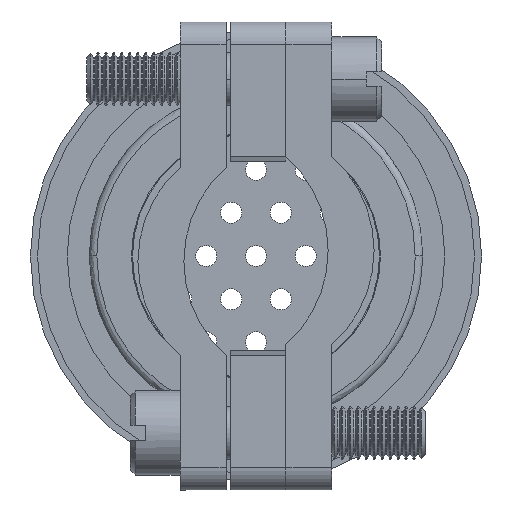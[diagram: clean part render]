
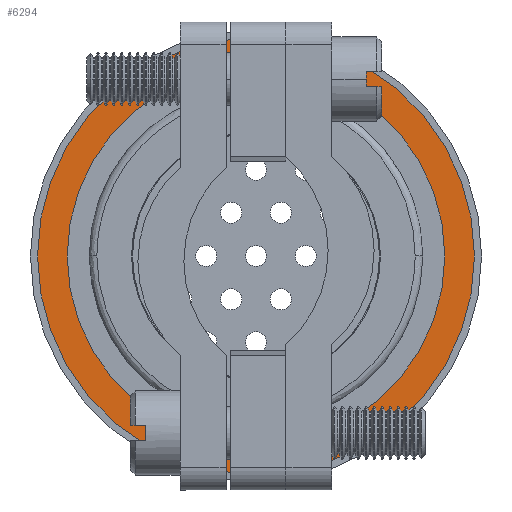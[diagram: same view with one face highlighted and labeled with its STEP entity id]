
A CAD part, front view. The second image highlights one B-rep face of the part: STEP entity #6294.
In plain terms, the highlighted planar face has unit normal (0, -1, 0).
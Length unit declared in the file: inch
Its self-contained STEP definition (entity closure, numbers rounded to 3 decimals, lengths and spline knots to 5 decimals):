
#264 = DIRECTION ( 'NONE',  ( 0., -1., 0. ) ) ;
#267 = CIRCLE ( 'NONE', #1722, 0.5705 ) ;
#424 = DIRECTION ( 'NONE',  ( 0., -1., 0. ) ) ;
#455 = DIRECTION ( 'NONE',  ( 0., 0., -1. ) ) ;
#787 = EDGE_LOOP ( 'NONE', ( #2521, #9951 ) ) ;
#1283 = CARTESIAN_POINT ( 'NONE',  ( 0., 0.737, 0. ) ) ;
#1525 = VERTEX_POINT ( 'NONE', #4926 ) ;
#1722 = AXIS2_PLACEMENT_3D ( 'NONE', #11086, #5022, #12107 ) ;
#2178 = AXIS2_PLACEMENT_3D ( 'NONE', #10399, #264, #7428 ) ;
#2304 = DIRECTION ( 'NONE',  ( 0., 0., -1. ) ) ;
#2521 = ORIENTED_EDGE ( 'NONE', *, *, #5785, .F. ) ;
#3022 = VERTEX_POINT ( 'NONE', #12967 ) ;
#3580 = VERTEX_POINT ( 'NONE', #5463 ) ;
#4334 = PLANE ( 'NONE',  #2178 ) ;
#4926 = CARTESIAN_POINT ( 'NONE',  ( 0., 0.737, -0.5705 ) ) ;
#5022 = DIRECTION ( 'NONE',  ( 0., -1., 0. ) ) ;
#5225 = AXIS2_PLACEMENT_3D ( 'NONE', #1283, #8395, #2304 ) ;
#5463 = CARTESIAN_POINT ( 'NONE',  ( 0., 0.737, -0.434 ) ) ;
#5513 = EDGE_CURVE ( 'NONE', #1525, #3022, #6684, .T. ) ;
#5785 = EDGE_CURVE ( 'NONE', #3580, #9461, #8124, .T. ) ;
#6037 = EDGE_CURVE ( 'NONE', #3022, #1525, #267, .T. ) ;
#6192 = FACE_OUTER_BOUND ( 'NONE', #9065, .T. ) ;
#6294 = ADVANCED_FACE ( 'NONE', ( #8559, #6192 ), #4334, .T. ) ;
#6552 = CARTESIAN_POINT ( 'NONE',  ( 0., 0.737, 0. ) ) ;
#6584 = DIRECTION ( 'NONE',  ( 0., -1., 0. ) ) ;
#6684 = CIRCLE ( 'NONE', #5225, 0.5705 ) ;
#7428 = DIRECTION ( 'NONE',  ( 0., 0., -1. ) ) ;
#7584 = DIRECTION ( 'NONE',  ( 0., 0., -1. ) ) ;
#8103 = ORIENTED_EDGE ( 'NONE', *, *, #6037, .T. ) ;
#8124 = CIRCLE ( 'NONE', #13113, 0.434 ) ;
#8395 = DIRECTION ( 'NONE',  ( 0., -1., 0. ) ) ;
#8559 = FACE_BOUND ( 'NONE', #787, .T. ) ;
#9065 = EDGE_LOOP ( 'NONE', ( #12128, #8103 ) ) ;
#9281 = CIRCLE ( 'NONE', #11249, 0.434 ) ;
#9461 = VERTEX_POINT ( 'NONE', #12714 ) ;
#9951 = ORIENTED_EDGE ( 'NONE', *, *, #12397, .F. ) ;
#10399 = CARTESIAN_POINT ( 'NONE',  ( 0., 0.737, -0.434 ) ) ;
#11086 = CARTESIAN_POINT ( 'NONE',  ( 0., 0.737, 0. ) ) ;
#11249 = AXIS2_PLACEMENT_3D ( 'NONE', #6552, #424, #7584 ) ;
#12107 = DIRECTION ( 'NONE',  ( 0., 0., -1. ) ) ;
#12128 = ORIENTED_EDGE ( 'NONE', *, *, #5513, .T. ) ;
#12397 = EDGE_CURVE ( 'NONE', #9461, #3580, #9281, .T. ) ;
#12621 = CARTESIAN_POINT ( 'NONE',  ( 0., 0.737, 0. ) ) ;
#12714 = CARTESIAN_POINT ( 'NONE',  ( 0., 0.737, 0.434 ) ) ;
#12967 = CARTESIAN_POINT ( 'NONE',  ( 0., 0.737, 0.5705 ) ) ;
#13113 = AXIS2_PLACEMENT_3D ( 'NONE', #12621, #6584, #455 ) ;
